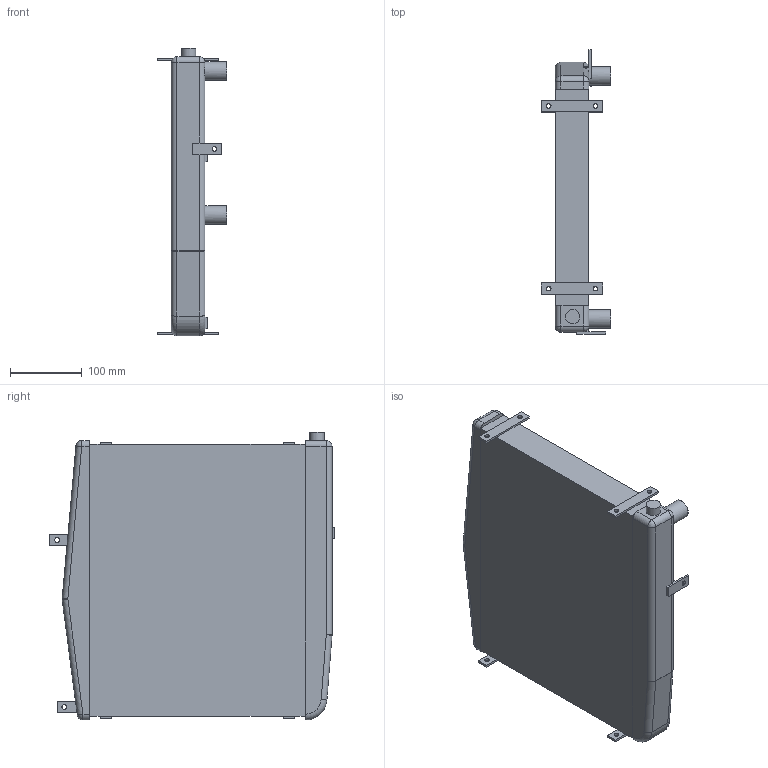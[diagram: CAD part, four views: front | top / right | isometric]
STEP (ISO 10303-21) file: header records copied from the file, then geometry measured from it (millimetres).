
FILE_DESCRIPTION(/* description */ (''),/* implementation_level */ '2;1');
FILE_NAME(/* name */ 'radiator 2018.stp',/* time_stamp */ '2018-05-19T17:53:38+09:00',/* author */ ('ku_sk'),/* organization */ (''),/* preprocessor_version */ 'ST-DEVELOPER v17',/* originating_system */ 'Autodesk Inventor 2018',/* authorisation */ '');
FILE_SCHEMA (('AUTOMOTIVE_DESIGN { 1 0 10303 214 3 1 1 }'));
Length unit declared in the file: millimetre
Products named in the file (1): radiator 2018
Bounding box: 95.9 x 395 x 400 mm (x, y, z)
Volume: 6243314.5 mm3; surface area: 360624.1 mm2
Topology: 1 solids, 1 shells, 124 faces, 339 edges, 213 vertices
Faces by surface type: plane 73, cylinder 39, sphere 8, torus 2, bspline 2
Full cylindrical faces by diameter (mm): 6.5 x11, 20 x1, 25 x2, 26 x2
Entity records: 4281 total; most frequent: CARTESIAN_POINT 1043, DIRECTION 670, ORIENTED_EDGE 660, EDGE_CURVE 330, AXIS2_PLACEMENT_3D 228, LINE 214, VECTOR 214, VERTEX_POINT 213
